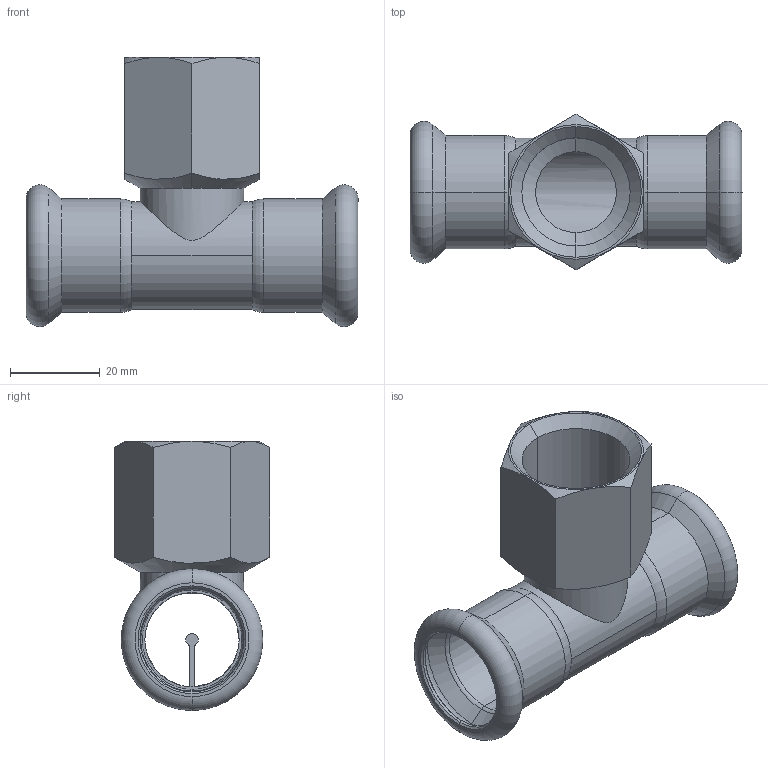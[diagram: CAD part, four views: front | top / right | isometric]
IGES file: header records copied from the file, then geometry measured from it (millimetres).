
Global section: file name: No Iges File Name specified; native system: Autodesk Inventor 2011; preprocessor: AutoDesk Inventor Iges Exporter R2011; author: bruh; date: 20110606.143007; units: millimetre
Bounding box: 74 x 34.64 x 60 mm (x, y, z)
Volume: 19929.5 mm3; surface area: 18186.5 mm2
Topology: 1 solids, 1 shells, 92 faces, 208 edges, 124 vertices
Faces by surface type: revolution 28, plane 20, cone 14, torus 12, cylinder 10, bspline 8
